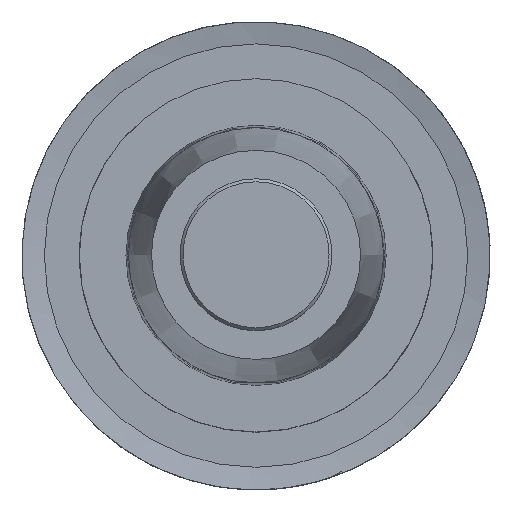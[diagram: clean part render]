
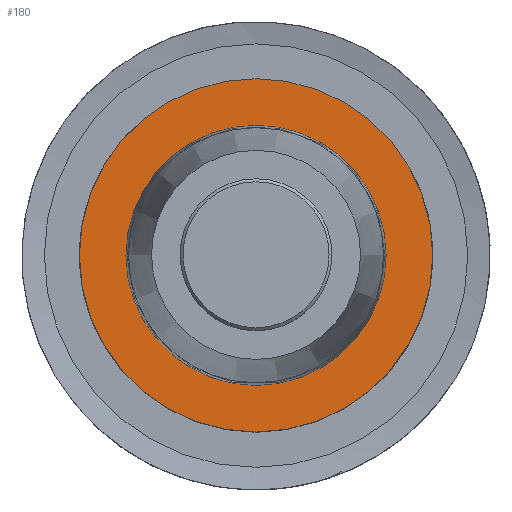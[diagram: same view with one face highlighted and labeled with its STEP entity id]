
A CAD part, top view. The second image highlights one B-rep face of the part: STEP entity #180.
In plain terms, the highlighted planar face has unit normal (0, 0, 1).
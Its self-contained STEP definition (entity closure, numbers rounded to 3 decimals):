
#180=ADVANCED_FACE('',(#229,#230),#204,.F.);
#204=PLANE('',#598);
#229=FACE_BOUND('',#268,.T.);
#230=FACE_BOUND('',#269,.T.);
#268=EDGE_LOOP('',(#332));
#269=EDGE_LOOP('',(#333));
#332=ORIENTED_EDGE('',*,*,#446,.T.);
#333=ORIENTED_EDGE('',*,*,#445,.F.);
#410=VERTEX_POINT('',#948);
#411=VERTEX_POINT('',#951);
#445=EDGE_CURVE('',#410,#410,#476,.T.);
#446=EDGE_CURVE('',#411,#411,#477,.T.);
#476=CIRCLE('',#595,12.1);
#477=CIRCLE('',#597,8.907);
#595=AXIS2_PLACEMENT_3D('',#947,#679,#680);
#597=AXIS2_PLACEMENT_3D('',#950,#683,#684);
#598=AXIS2_PLACEMENT_3D('',#952,#685,#686);
#679=DIRECTION('',(0.,0.,-1.));
#680=DIRECTION('',(0.174,0.985,0.));
#683=DIRECTION('',(0.,0.,-1.));
#684=DIRECTION('',(-1.,0.,0.));
#685=DIRECTION('',(0.,0.,-1.));
#686=DIRECTION('',(0.174,0.985,0.));
#947=CARTESIAN_POINT('',(0.,0.,0.));
#948=CARTESIAN_POINT('',(2.101,11.916,0.));
#950=CARTESIAN_POINT('',(0.,0.,0.));
#951=CARTESIAN_POINT('',(-8.907,0.,0.));
#952=CARTESIAN_POINT('',(1.547,8.772,0.));
